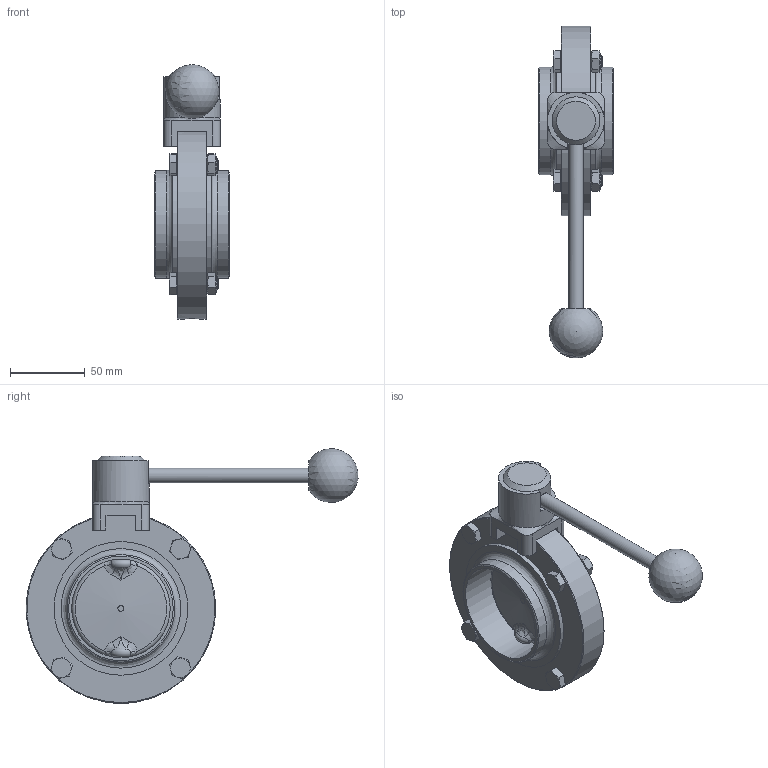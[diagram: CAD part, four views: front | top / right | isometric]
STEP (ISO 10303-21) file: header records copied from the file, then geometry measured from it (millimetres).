
FILE_DESCRIPTION((''),'2;1');
FILE_NAME('52200065X100.stp','2010-11-16T11:17:53',('thilbrands'),(''),'Autodesk Inventor 2008','Autodesk Inventor 2008','');
FILE_SCHEMA(('AUTOMOTIVE_DESIGN { 1 0 10303 214 1 1 1 1 }'));
Length unit declared in the file: millimetre
Products named in the file (1): 52200065X100
Bounding box: 50 x 222.07 x 170.3 mm (x, y, z)
Volume: 628.2 mm3; surface area: 76044 mm2
Topology: 4 solids, 5 shells, 272 faces, 683 edges, 425 vertices
Faces by surface type: plane 133, cone 55, cylinder 45, bspline 31, torus 7, sphere 1
Full cylindrical faces by diameter (mm): 4.134 x1, 7.323 x4, 8 x8, 8.5 x4, 9.8 x1, 11.4 x4, 12 x2, 14.2 x2, 32 x1, 38 x1, 66 x1, 72 x2, 89.5 x2, 127 x1
Entity records: 11688 total; most frequent: CARTESIAN_POINT 5945, ORIENTED_EDGE 1162, DIRECTION 1067, EDGE_CURVE 581, AXIS2_PLACEMENT_3D 437, VERTEX_POINT 397, EDGE_LOOP 370, FACE_OUTER_BOUND 271
